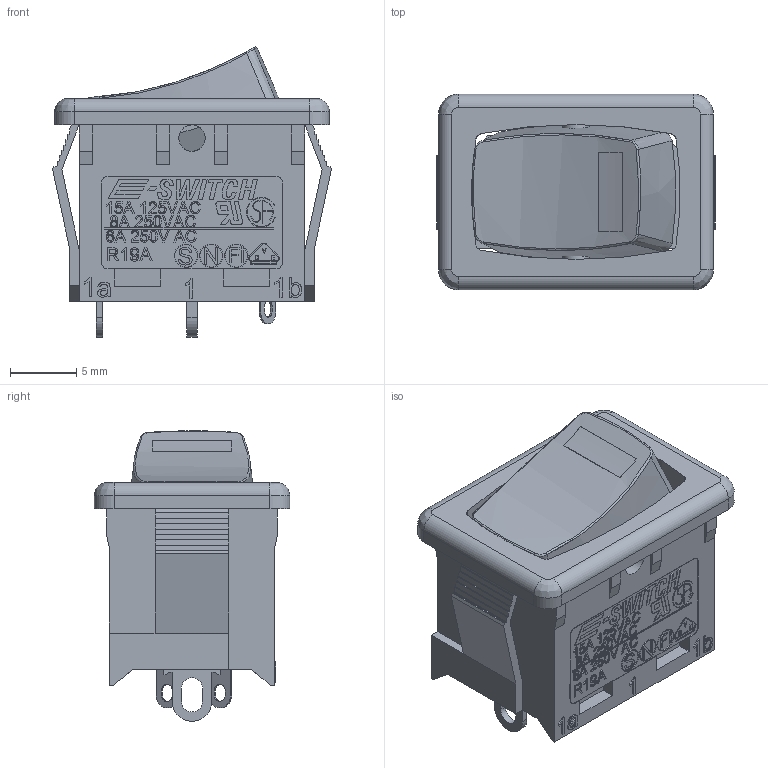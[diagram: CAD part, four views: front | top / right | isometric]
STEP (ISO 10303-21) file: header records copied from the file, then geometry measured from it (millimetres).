
FILE_DESCRIPTION((' '),'2;1');
FILE_NAME('R1996AxxxxxxESxxx.stp','2017-07-27T14:54:22',(' '),(' '),' ','ACIS',' ');
FILE_SCHEMA(('CONFIG_CONTROL_DESIGN'));
Length unit declared in the file: inch
Products named in the file (1): R1996AxxxxxxESxxx.stp
Bounding box: 21.1 x 14.8 x 21.98 mm (x, y, z)
Volume: 1710 mm3; surface area: 3335.2 mm2
Topology: 1 solids, 1 shells, 1017 faces, 2758 edges, 1824 vertices
Faces by surface type: plane 631, bspline 297, cylinder 81, cone 8
Full cylindrical faces by diameter (mm): 1.7 x3, 1.78 x3, 2 x4
Entity records: 33817 total; most frequent: CARTESIAN_POINT 9895, ORIENTED_EDGE 5496, DIRECTION 3822, EDGE_CURVE 2748, VECTOR 1936, LINE 1936, VERTEX_POINT 1822, EDGE_LOOP 1132
